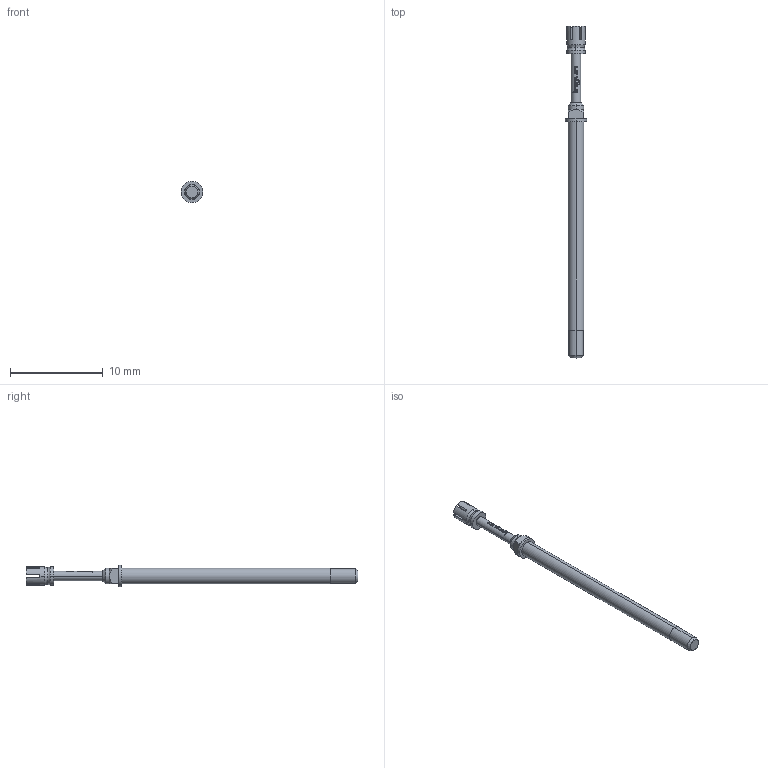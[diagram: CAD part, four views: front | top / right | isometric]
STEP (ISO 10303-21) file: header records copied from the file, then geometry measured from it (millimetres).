
FILE_DESCRIPTION (( 'STEP AP203' ), '1' );
FILE_NAME ('INGUN_HSS-118_319_200_A_xx02_M.STEP', '2022-02-02T16:09:12', ( 'ochi' ), ( '' ), 'SwSTEP 2.0', 'SolidWorks 2018', '' );
FILE_SCHEMA (( 'CONFIG_CONTROL_DESIGN' ));
Length unit declared in the file: millimetre
Products named in the file (1): INGUN_HSS-118_319_200_A_xx02_M
Bounding box: 2.3 x 35.8 x 2.3 mm (x, y, z)
Volume: 70.4 mm3; surface area: 200.2 mm2
Topology: 1 solids, 1 shells, 133 faces, 352 edges, 230 vertices
Faces by surface type: plane 61, bspline 26, cone 22, cylinder 20, torus 4
Entity records: 5219 total; most frequent: CARTESIAN_POINT 2286, ORIENTED_EDGE 704, DIRECTION 422, EDGE_CURVE 352, VERTEX_POINT 230, B_SPLINE_CURVE_WITH_KNOTS 218, AXIS2_PLACEMENT_3D 180, EDGE_LOOP 142
